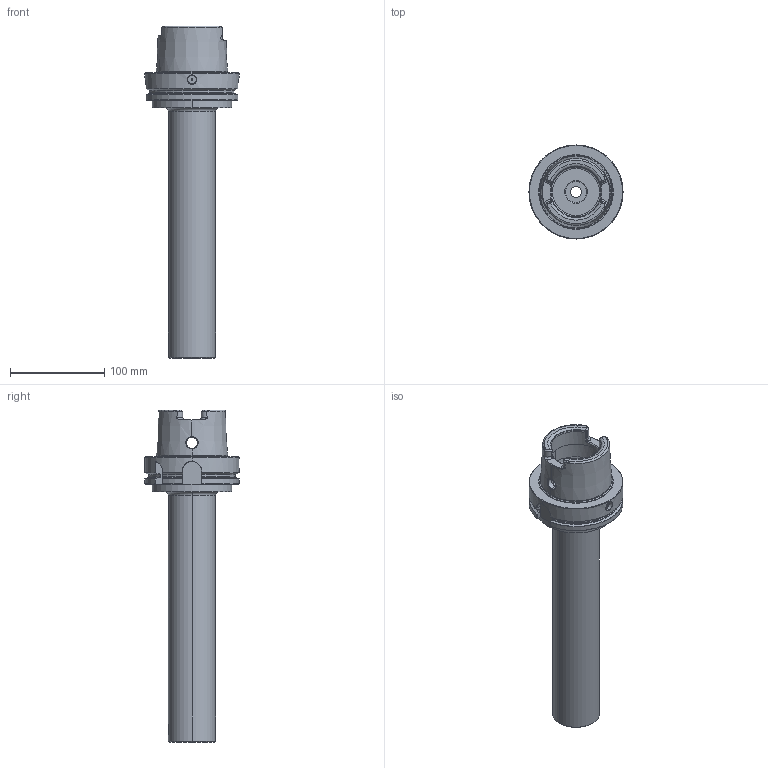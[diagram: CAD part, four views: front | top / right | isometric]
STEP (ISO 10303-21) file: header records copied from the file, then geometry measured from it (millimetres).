
FILE_DESCRIPTION(('no description'),'unknown implementation level');
FILE_NAME('FD8EDC73-1E28-4A00-8F87-B02FE6CAEB91_export.stp',' ',('CIMSOURCE GmbH'),('CADClick - KiM GmbH - www.kimweb.de'),'unknown preprocess','ACIS','unknown authorization');
FILE_SCHEMA(('automotive_design'));
Length unit declared in the file: millimetre
Products named in the file (2): 328.238 Kaiser Schaft HSK-A100xCK5Bx260xSD|690.435 Kaiser ETL M10 X 14 CK5;Schnitt-Linear austragen2; 328.238 Kaiser Schaft HSK-A100xCK5Bx260xSD|328.238 Kaiser Schaft HSK-A100xCK5Bx310xSD;Schnitt-Linear austragen2
Bounding box: 99.93 x 99.93 x 352.9 mm (x, y, z)
Volume: 716910.9 mm3; surface area: 112226.7 mm2
Topology: 2 solids, 2 shells, 275 faces, 711 edges, 440 vertices
Faces by surface type: cone 85, plane 78, cylinder 62, torus 34, bspline 16
Entity records: 19242 total; most frequent: CARTESIAN_POINT 4849, STYLED_ITEM 1424, PRESENTATION_STYLE_ASSIGNMENT 1424, COLOUR_RGB 1424, ORIENTED_EDGE 1414, DIRECTION 1292, EDGE_CURVE 707, CURVE_STYLE 707
